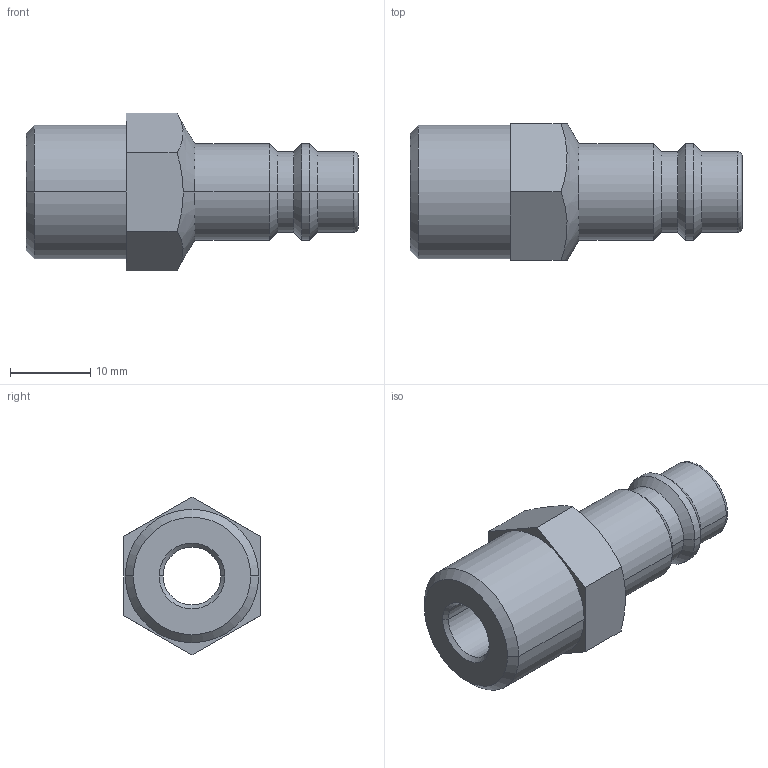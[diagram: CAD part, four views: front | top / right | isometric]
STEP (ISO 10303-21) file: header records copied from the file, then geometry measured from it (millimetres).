
FILE_DESCRIPTION (( 'STEP AP214' ), '1' );
FILE_NAME ('ERP07.6152.STEP', '2018-09-11T11:32:26', ( '' ), ( '' ), 'SwSTEP 2.0', 'SolidWorks 2018', '' );
FILE_SCHEMA (( 'AUTOMOTIVE_DESIGN' ));
Length unit declared in the file: millimetre
Products named in the file (1): ERP07.6152
Bounding box: 41.3 x 17 x 19.63 mm (x, y, z)
Volume: 4993.3 mm3; surface area: 3095.6 mm2
Topology: 1 solids, 1 shells, 37 faces, 80 edges, 46 vertices
Faces by surface type: cone 14, cylinder 12, plane 9, torus 2
Entity records: 1104 total; most frequent: CARTESIAN_POINT 232, DIRECTION 182, ORIENTED_EDGE 160, EDGE_CURVE 80, AXIS2_PLACEMENT_3D 72, VERTEX_POINT 46, EDGE_LOOP 40, VECTOR 38
